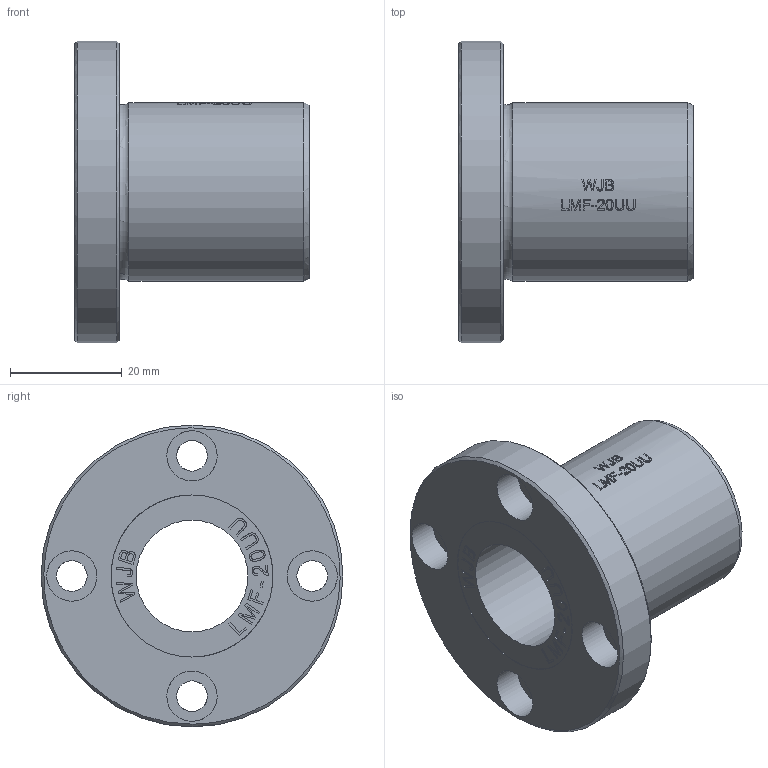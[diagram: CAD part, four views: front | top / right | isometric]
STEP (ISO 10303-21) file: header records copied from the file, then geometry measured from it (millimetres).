
FILE_DESCRIPTION(/* description */ (''),/* implementation_level */ '2;1');
FILE_NAME(/* name */ 'WJB-LMF-20UU.stp',/* time_stamp */ '2018-09-05T23:37:51+08:00',/* author */ (''),/* organization */ (''),/* preprocessor_version */ 'ST-DEVELOPER v11',/* originating_system */ 'SIEMENS UGS NX 6.0',/* authorisation */ '');
FILE_SCHEMA (('CONFIG_CONTROL_DESIGN'));
Length unit declared in the file: millimetre
Products named in the file (1): WJB-LMF-20UU
Bounding box: 42 x 54 x 54 mm (x, y, z)
Volume: 30669.2 mm3; surface area: 11899.8 mm2
Topology: 1 solids, 1 shells, 317 faces, 824 edges, 558 vertices
Faces by surface type: plane 199, extrusion 87, cylinder 27, cone 2, torus 2
Full cylindrical faces by diameter (mm): 5.5 x4, 9 x4, 20 x1, 29 x2, 32 x1, 54 x1
Entity records: 12935 total; most frequent: CARTESIAN_POINT 5667, ORIENTED_EDGE 1614, DIRECTION 1090, EDGE_CURVE 807, VERTEX_POINT 558, VECTOR 500, B_SPLINE_CURVE_WITH_KNOTS 417, LINE 413
